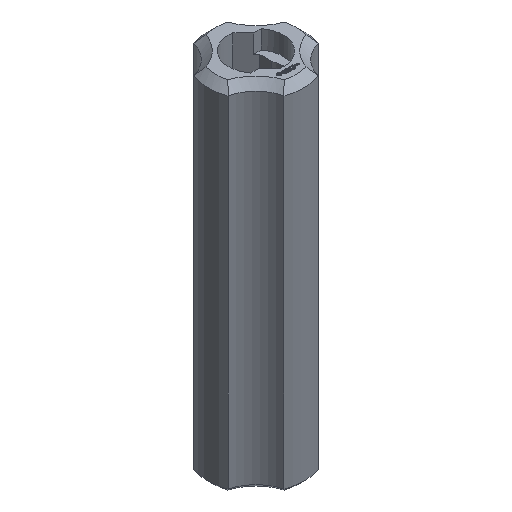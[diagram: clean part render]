
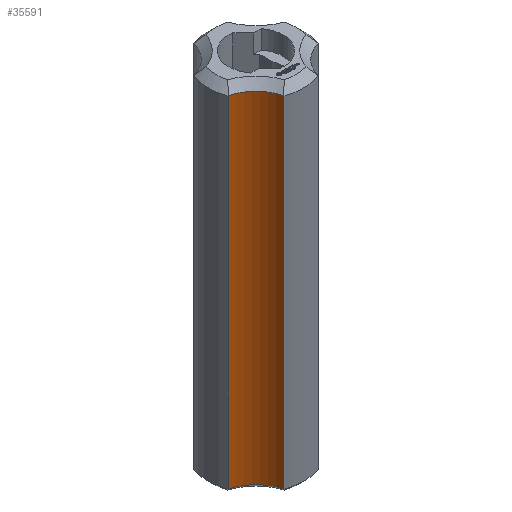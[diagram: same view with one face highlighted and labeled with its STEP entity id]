
A CAD part, isometric view. The second image highlights one B-rep face of the part: STEP entity #35591.
In plain terms, the highlighted cylindrical face has radius 5 mm (diameter 10 mm), a partial arc.
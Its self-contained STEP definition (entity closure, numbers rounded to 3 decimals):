
#32192 = CONICAL_SURFACE('',#32193,5.5,0.785);
#32193 = AXIS2_PLACEMENT_3D('',#32194,#32195,#32196);
#32194 = CARTESIAN_POINT('',(-7.071,-7.071,45.125));
#32195 = DIRECTION('',(0.,0.,1.));
#32196 = DIRECTION('',(0.969,0.246,-0.));
#33116 = CONICAL_SURFACE('',#33117,5.25,0.785);
#33117 = AXIS2_PLACEMENT_3D('',#33118,#33119,#33120);
#33118 = CARTESIAN_POINT('',(-7.071,-7.071,0.25));
#33119 = DIRECTION('',(0.,0.,-1.));
#33120 = DIRECTION('',(0.969,0.246,0.));
#33646 = VERTEX_POINT('',#33647);
#33647 = CARTESIAN_POINT('',(-5.841,-2.225,0.5));
#33682 = CYLINDRICAL_SURFACE('',#33683,6.25);
#33683 = AXIS2_PLACEMENT_3D('',#33684,#33685,#33686);
#33684 = CARTESIAN_POINT('',(0.,0.,0.));
#33685 = DIRECTION('',(0.,0.,1.));
#33686 = DIRECTION('',(-0.934,0.356,0.));
#33699 = EDGE_CURVE('',#33700,#33646,#33702,.T.);
#33700 = VERTEX_POINT('',#33701);
#33701 = CARTESIAN_POINT('',(-2.225,-5.841,0.5));
#33702 = SURFACE_CURVE('',#33703,(#33708,#33715),.PCURVE_S1.);
#33703 = CIRCLE('',#33704,5.);
#33704 = AXIS2_PLACEMENT_3D('',#33705,#33706,#33707);
#33705 = CARTESIAN_POINT('',(-7.071,-7.071,0.5));
#33706 = DIRECTION('',(0.,0.,1.));
#33707 = DIRECTION('',(0.969,0.246,-0.));
#33708 = PCURVE('',#33116,#33709);
#33709 = DEFINITIONAL_REPRESENTATION('',(#33710),#33714);
#33710 = LINE('',#33711,#33712);
#33711 = CARTESIAN_POINT('',(6.283,-0.25));
#33712 = VECTOR('',#33713,1.);
#33713 = DIRECTION('',(-1.,0.));
#33714 = ( GEOMETRIC_REPRESENTATION_CONTEXT(2) 
PARAMETRIC_REPRESENTATION_CONTEXT() REPRESENTATION_CONTEXT('2D SPACE',''
  ) );
#33715 = PCURVE('',#33716,#33721);
#33716 = CYLINDRICAL_SURFACE('',#33717,5.);
#33717 = AXIS2_PLACEMENT_3D('',#33718,#33719,#33720);
#33718 = CARTESIAN_POINT('',(-7.071,-7.071,0.));
#33719 = DIRECTION('',(0.,0.,1.));
#33720 = DIRECTION('',(0.969,0.246,-0.));
#33721 = DEFINITIONAL_REPRESENTATION('',(#33722),#33726);
#33722 = LINE('',#33723,#33724);
#33723 = CARTESIAN_POINT('',(0.,0.5));
#33724 = VECTOR('',#33725,1.);
#33725 = DIRECTION('',(1.,0.));
#33726 = ( GEOMETRIC_REPRESENTATION_CONTEXT(2) 
PARAMETRIC_REPRESENTATION_CONTEXT() REPRESENTATION_CONTEXT('2D SPACE',''
  ) );
#33769 = CYLINDRICAL_SURFACE('',#33770,6.25);
#33770 = AXIS2_PLACEMENT_3D('',#33771,#33772,#33773);
#33771 = CARTESIAN_POINT('',(0.,0.,0.));
#33772 = DIRECTION('',(0.,0.,1.));
#33773 = DIRECTION('',(-0.356,-0.934,0.));
#34823 = VERTEX_POINT('',#34824);
#34824 = CARTESIAN_POINT('',(-2.225,-5.841,44.625));
#34982 = EDGE_CURVE('',#34983,#34823,#34985,.T.);
#34983 = VERTEX_POINT('',#34984);
#34984 = CARTESIAN_POINT('',(-5.841,-2.225,44.625));
#34985 = SURFACE_CURVE('',#34986,(#34991,#34998),.PCURVE_S1.);
#34986 = CIRCLE('',#34987,5.);
#34987 = AXIS2_PLACEMENT_3D('',#34988,#34989,#34990);
#34988 = CARTESIAN_POINT('',(-7.071,-7.071,44.625));
#34989 = DIRECTION('',(0.,0.,-1.));
#34990 = DIRECTION('',(0.969,0.246,0.));
#34991 = PCURVE('',#32192,#34992);
#34992 = DEFINITIONAL_REPRESENTATION('',(#34993),#34997);
#34993 = LINE('',#34994,#34995);
#34994 = CARTESIAN_POINT('',(6.283,-0.5));
#34995 = VECTOR('',#34996,1.);
#34996 = DIRECTION('',(-1.,0.));
#34997 = ( GEOMETRIC_REPRESENTATION_CONTEXT(2) 
PARAMETRIC_REPRESENTATION_CONTEXT() REPRESENTATION_CONTEXT('2D SPACE',''
  ) );
#34998 = PCURVE('',#33716,#34999);
#34999 = DEFINITIONAL_REPRESENTATION('',(#35000),#35004);
#35000 = LINE('',#35001,#35002);
#35001 = CARTESIAN_POINT('',(6.283,44.625));
#35002 = VECTOR('',#35003,1.);
#35003 = DIRECTION('',(-1.,0.));
#35004 = ( GEOMETRIC_REPRESENTATION_CONTEXT(2) 
PARAMETRIC_REPRESENTATION_CONTEXT() REPRESENTATION_CONTEXT('2D SPACE',''
  ) );
#35490 = EDGE_CURVE('',#33700,#34823,#35491,.T.);
#35491 = SURFACE_CURVE('',#35492,(#35496,#35503),.PCURVE_S1.);
#35492 = LINE('',#35493,#35494);
#35493 = CARTESIAN_POINT('',(-2.225,-5.841,0.));
#35494 = VECTOR('',#35495,1.);
#35495 = DIRECTION('',(0.,0.,1.));
#35496 = PCURVE('',#33769,#35497);
#35497 = DEFINITIONAL_REPRESENTATION('',(#35498),#35502);
#35498 = LINE('',#35499,#35500);
#35499 = CARTESIAN_POINT('',(0.,0.));
#35500 = VECTOR('',#35501,1.);
#35501 = DIRECTION('',(0.,1.));
#35502 = ( GEOMETRIC_REPRESENTATION_CONTEXT(2) 
PARAMETRIC_REPRESENTATION_CONTEXT() REPRESENTATION_CONTEXT('2D SPACE',''
  ) );
#35503 = PCURVE('',#33716,#35504);
#35504 = DEFINITIONAL_REPRESENTATION('',(#35505),#35509);
#35505 = LINE('',#35506,#35507);
#35506 = CARTESIAN_POINT('',(0.,0.));
#35507 = VECTOR('',#35508,1.);
#35508 = DIRECTION('',(0.,1.));
#35509 = ( GEOMETRIC_REPRESENTATION_CONTEXT(2) 
PARAMETRIC_REPRESENTATION_CONTEXT() REPRESENTATION_CONTEXT('2D SPACE',''
  ) );
#35591 = ADVANCED_FACE('',(#35592),#33716,.F.);
#35592 = FACE_BOUND('',#35593,.F.);
#35593 = EDGE_LOOP('',(#35594,#35615,#35616,#35617));
#35594 = ORIENTED_EDGE('',*,*,#35595,.T.);
#35595 = EDGE_CURVE('',#33646,#34983,#35596,.T.);
#35596 = SURFACE_CURVE('',#35597,(#35601,#35608),.PCURVE_S1.);
#35597 = LINE('',#35598,#35599);
#35598 = CARTESIAN_POINT('',(-5.841,-2.225,0.));
#35599 = VECTOR('',#35600,1.);
#35600 = DIRECTION('',(0.,0.,1.));
#35601 = PCURVE('',#33716,#35602);
#35602 = DEFINITIONAL_REPRESENTATION('',(#35603),#35607);
#35603 = LINE('',#35604,#35605);
#35604 = CARTESIAN_POINT('',(1.074,0.));
#35605 = VECTOR('',#35606,1.);
#35606 = DIRECTION('',(0.,1.));
#35607 = ( GEOMETRIC_REPRESENTATION_CONTEXT(2) 
PARAMETRIC_REPRESENTATION_CONTEXT() REPRESENTATION_CONTEXT('2D SPACE',''
  ) );
#35608 = PCURVE('',#33682,#35609);
#35609 = DEFINITIONAL_REPRESENTATION('',(#35610),#35614);
#35610 = LINE('',#35611,#35612);
#35611 = CARTESIAN_POINT('',(0.728,0.));
#35612 = VECTOR('',#35613,1.);
#35613 = DIRECTION('',(0.,1.));
#35614 = ( GEOMETRIC_REPRESENTATION_CONTEXT(2) 
PARAMETRIC_REPRESENTATION_CONTEXT() REPRESENTATION_CONTEXT('2D SPACE',''
  ) );
#35615 = ORIENTED_EDGE('',*,*,#34982,.T.);
#35616 = ORIENTED_EDGE('',*,*,#35490,.F.);
#35617 = ORIENTED_EDGE('',*,*,#33699,.T.);
